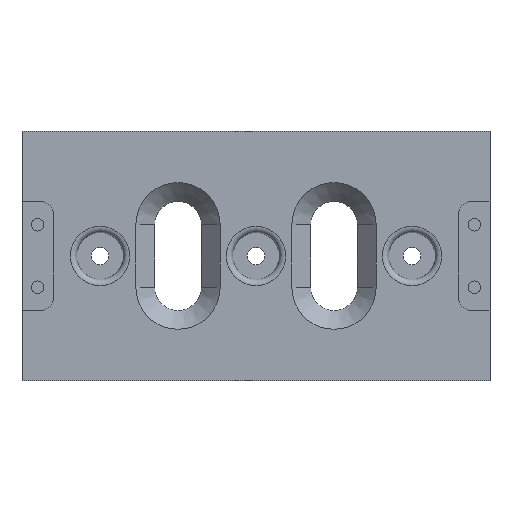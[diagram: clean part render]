
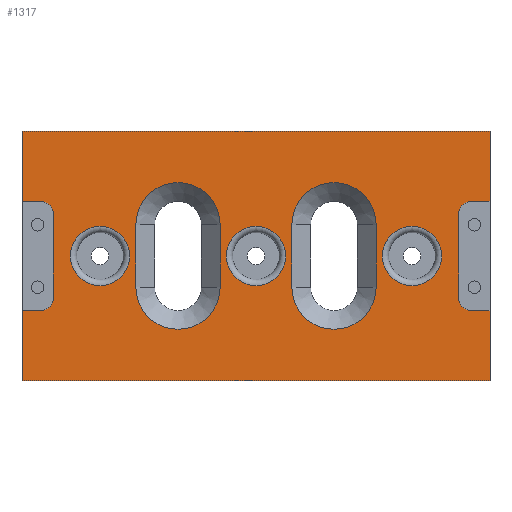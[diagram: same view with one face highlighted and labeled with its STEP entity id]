
A CAD part, top view. The second image highlights one B-rep face of the part: STEP entity #1317.
In plain terms, the highlighted planar face has unit normal (0, 0, 1).
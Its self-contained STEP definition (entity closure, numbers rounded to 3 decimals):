
#28=FACE_BOUND('',#183,.T.);
#29=FACE_BOUND('',#184,.T.);
#30=FACE_BOUND('',#185,.T.);
#31=FACE_BOUND('',#186,.T.);
#32=FACE_BOUND('',#187,.T.);
#52=PLANE('',#1438);
#98=FACE_OUTER_BOUND('',#182,.T.);
#182=EDGE_LOOP('',(#940,#941,#942,#943,#944,#945,#946,#947,#948,#949,#950,
#951,#952,#953,#954,#955));
#183=EDGE_LOOP('',(#956));
#184=EDGE_LOOP('',(#957,#958,#959,#960));
#185=EDGE_LOOP('',(#961,#962,#963,#964));
#186=EDGE_LOOP('',(#965));
#187=EDGE_LOOP('',(#966));
#285=LINE('',#2029,#399);
#289=LINE('',#2037,#403);
#299=LINE('',#2082,#413);
#300=LINE('',#2086,#414);
#301=LINE('',#2090,#415);
#302=LINE('',#2092,#416);
#303=LINE('',#2093,#417);
#304=LINE('',#2095,#418);
#305=LINE('',#2099,#419);
#306=LINE('',#2102,#420);
#307=LINE('',#2104,#421);
#308=LINE('',#2105,#422);
#309=LINE('',#2112,#423);
#310=LINE('',#2115,#424);
#311=LINE('',#2120,#425);
#312=LINE('',#2123,#426);
#399=VECTOR('',#1595,10.);
#403=VECTOR('',#1599,10.);
#413=VECTOR('',#1641,10.);
#414=VECTOR('',#1644,10.);
#415=VECTOR('',#1647,10.);
#416=VECTOR('',#1648,10.);
#417=VECTOR('',#1649,10.);
#418=VECTOR('',#1650,10.);
#419=VECTOR('',#1653,10.);
#420=VECTOR('',#1656,10.);
#421=VECTOR('',#1657,10.);
#422=VECTOR('',#1658,10.);
#423=VECTOR('',#1663,10.);
#424=VECTOR('',#1666,10.);
#425=VECTOR('',#1669,10.);
#426=VECTOR('',#1672,10.);
#521=CIRCLE('',#1434,9.5);
#525=CIRCLE('',#1439,4.);
#526=CIRCLE('',#1440,4.);
#527=CIRCLE('',#1441,4.);
#528=CIRCLE('',#1442,4.);
#529=CIRCLE('',#1443,9.5);
#530=CIRCLE('',#1444,13.5);
#531=CIRCLE('',#1445,13.5);
#532=CIRCLE('',#1446,13.5);
#533=CIRCLE('',#1447,13.5);
#534=CIRCLE('',#1448,9.5);
#592=VERTEX_POINT('',#2026);
#593=VERTEX_POINT('',#2028);
#596=VERTEX_POINT('',#2034);
#597=VERTEX_POINT('',#2036);
#612=VERTEX_POINT('',#2072);
#615=VERTEX_POINT('',#2080);
#616=VERTEX_POINT('',#2081);
#617=VERTEX_POINT('',#2083);
#618=VERTEX_POINT('',#2085);
#619=VERTEX_POINT('',#2087);
#620=VERTEX_POINT('',#2089);
#621=VERTEX_POINT('',#2091);
#622=VERTEX_POINT('',#2094);
#623=VERTEX_POINT('',#2096);
#624=VERTEX_POINT('',#2098);
#625=VERTEX_POINT('',#2100);
#626=VERTEX_POINT('',#2103);
#627=VERTEX_POINT('',#2106);
#628=VERTEX_POINT('',#2108);
#629=VERTEX_POINT('',#2109);
#630=VERTEX_POINT('',#2111);
#631=VERTEX_POINT('',#2113);
#632=VERTEX_POINT('',#2116);
#633=VERTEX_POINT('',#2117);
#634=VERTEX_POINT('',#2119);
#635=VERTEX_POINT('',#2121);
#636=VERTEX_POINT('',#2124);
#716=EDGE_CURVE('',#593,#592,#285,.T.);
#720=EDGE_CURVE('',#597,#596,#289,.T.);
#738=EDGE_CURVE('',#612,#612,#521,.T.);
#742=EDGE_CURVE('',#615,#616,#299,.T.);
#743=EDGE_CURVE('',#616,#617,#525,.T.);
#744=EDGE_CURVE('',#617,#618,#300,.T.);
#745=EDGE_CURVE('',#618,#619,#526,.T.);
#746=EDGE_CURVE('',#619,#620,#301,.T.);
#747=EDGE_CURVE('',#621,#620,#302,.T.);
#748=EDGE_CURVE('',#597,#621,#303,.T.);
#749=EDGE_CURVE('',#596,#622,#304,.T.);
#750=EDGE_CURVE('',#622,#623,#527,.T.);
#751=EDGE_CURVE('',#623,#624,#305,.T.);
#752=EDGE_CURVE('',#624,#625,#528,.T.);
#753=EDGE_CURVE('',#625,#593,#306,.T.);
#754=EDGE_CURVE('',#592,#626,#307,.T.);
#755=EDGE_CURVE('',#615,#626,#308,.T.);
#756=EDGE_CURVE('',#627,#627,#529,.T.);
#757=EDGE_CURVE('',#628,#629,#530,.T.);
#758=EDGE_CURVE('',#630,#628,#309,.T.);
#759=EDGE_CURVE('',#631,#630,#531,.T.);
#760=EDGE_CURVE('',#629,#631,#310,.T.);
#761=EDGE_CURVE('',#632,#633,#532,.T.);
#762=EDGE_CURVE('',#634,#632,#311,.T.);
#763=EDGE_CURVE('',#635,#634,#533,.T.);
#764=EDGE_CURVE('',#633,#635,#312,.T.);
#765=EDGE_CURVE('',#636,#636,#534,.T.);
#940=ORIENTED_EDGE('',*,*,#742,.T.);
#941=ORIENTED_EDGE('',*,*,#743,.T.);
#942=ORIENTED_EDGE('',*,*,#744,.T.);
#943=ORIENTED_EDGE('',*,*,#745,.T.);
#944=ORIENTED_EDGE('',*,*,#746,.T.);
#945=ORIENTED_EDGE('',*,*,#747,.F.);
#946=ORIENTED_EDGE('',*,*,#748,.F.);
#947=ORIENTED_EDGE('',*,*,#720,.T.);
#948=ORIENTED_EDGE('',*,*,#749,.T.);
#949=ORIENTED_EDGE('',*,*,#750,.T.);
#950=ORIENTED_EDGE('',*,*,#751,.T.);
#951=ORIENTED_EDGE('',*,*,#752,.T.);
#952=ORIENTED_EDGE('',*,*,#753,.T.);
#953=ORIENTED_EDGE('',*,*,#716,.T.);
#954=ORIENTED_EDGE('',*,*,#754,.T.);
#955=ORIENTED_EDGE('',*,*,#755,.F.);
#956=ORIENTED_EDGE('',*,*,#756,.F.);
#957=ORIENTED_EDGE('',*,*,#757,.F.);
#958=ORIENTED_EDGE('',*,*,#758,.F.);
#959=ORIENTED_EDGE('',*,*,#759,.F.);
#960=ORIENTED_EDGE('',*,*,#760,.F.);
#961=ORIENTED_EDGE('',*,*,#761,.F.);
#962=ORIENTED_EDGE('',*,*,#762,.F.);
#963=ORIENTED_EDGE('',*,*,#763,.F.);
#964=ORIENTED_EDGE('',*,*,#764,.F.);
#965=ORIENTED_EDGE('',*,*,#765,.F.);
#966=ORIENTED_EDGE('',*,*,#738,.F.);
#1317=ADVANCED_FACE('',(#98,#28,#29,#30,#31,#32),#52,.T.);
#1434=AXIS2_PLACEMENT_3D('',#2073,#1631,#1632);
#1438=AXIS2_PLACEMENT_3D('',#2079,#1639,#1640);
#1439=AXIS2_PLACEMENT_3D('',#2084,#1642,#1643);
#1440=AXIS2_PLACEMENT_3D('',#2088,#1645,#1646);
#1441=AXIS2_PLACEMENT_3D('',#2097,#1651,#1652);
#1442=AXIS2_PLACEMENT_3D('',#2101,#1654,#1655);
#1443=AXIS2_PLACEMENT_3D('',#2107,#1659,#1660);
#1444=AXIS2_PLACEMENT_3D('',#2110,#1661,#1662);
#1445=AXIS2_PLACEMENT_3D('',#2114,#1664,#1665);
#1446=AXIS2_PLACEMENT_3D('',#2118,#1667,#1668);
#1447=AXIS2_PLACEMENT_3D('',#2122,#1670,#1671);
#1448=AXIS2_PLACEMENT_3D('',#2125,#1673,#1674);
#1595=DIRECTION('',(0.,-1.,0.));
#1599=DIRECTION('',(0.,-1.,0.));
#1631=DIRECTION('center_axis',(0.,0.,1.));
#1632=DIRECTION('ref_axis',(-1.,0.,0.));
#1639=DIRECTION('center_axis',(0.,0.,1.));
#1640=DIRECTION('ref_axis',(0.,-1.,0.));
#1641=DIRECTION('',(-1.,0.,0.));
#1642=DIRECTION('center_axis',(0.,0.,-1.));
#1643=DIRECTION('ref_axis',(-1.,0.,0.));
#1644=DIRECTION('',(0.,1.,0.));
#1645=DIRECTION('center_axis',(0.,0.,-1.));
#1646=DIRECTION('ref_axis',(0.,1.,0.));
#1647=DIRECTION('',(1.,0.,0.));
#1648=DIRECTION('',(0.,-1.,0.));
#1649=DIRECTION('',(1.,0.,0.));
#1650=DIRECTION('',(1.,0.,0.));
#1651=DIRECTION('center_axis',(0.,0.,-1.));
#1652=DIRECTION('ref_axis',(1.,0.,0.));
#1653=DIRECTION('',(0.,-1.,0.));
#1654=DIRECTION('center_axis',(0.,0.,-1.));
#1655=DIRECTION('ref_axis',(0.,-1.,0.));
#1656=DIRECTION('',(-1.,0.,0.));
#1657=DIRECTION('',(1.,0.,0.));
#1658=DIRECTION('',(0.,-1.,0.));
#1659=DIRECTION('center_axis',(0.,0.,1.));
#1660=DIRECTION('ref_axis',(-1.,0.,0.));
#1661=DIRECTION('center_axis',(0.,0.,1.));
#1662=DIRECTION('ref_axis',(1.,0.,0.));
#1663=DIRECTION('',(0.,1.,0.));
#1664=DIRECTION('center_axis',(0.,0.,1.));
#1665=DIRECTION('ref_axis',(-1.,0.,0.));
#1666=DIRECTION('',(0.,-1.,0.));
#1667=DIRECTION('center_axis',(0.,0.,1.));
#1668=DIRECTION('ref_axis',(1.,0.,0.));
#1669=DIRECTION('',(0.,1.,0.));
#1670=DIRECTION('center_axis',(0.,0.,1.));
#1671=DIRECTION('ref_axis',(-1.,0.,0.));
#1672=DIRECTION('',(0.,-1.,0.));
#1673=DIRECTION('center_axis',(0.,0.,1.));
#1674=DIRECTION('ref_axis',(-1.,0.,0.));
#2026=CARTESIAN_POINT('',(0.,-40.,18.));
#2028=CARTESIAN_POINT('',(0.,-17.5,18.));
#2029=CARTESIAN_POINT('',(0.,40.,18.));
#2034=CARTESIAN_POINT('',(0.,17.5,18.));
#2036=CARTESIAN_POINT('',(0.,40.,18.));
#2037=CARTESIAN_POINT('',(0.,40.,18.));
#2072=CARTESIAN_POINT('',(134.5,0.,18.));
#2073=CARTESIAN_POINT('Origin',(125.,0.,18.));
#2079=CARTESIAN_POINT('Origin',(0.,40.,18.));
#2080=CARTESIAN_POINT('',(150.,-17.5,18.));
#2081=CARTESIAN_POINT('',(144.,-17.5,18.));
#2082=CARTESIAN_POINT('',(75.,-17.5,18.));
#2083=CARTESIAN_POINT('',(140.,-13.5,18.));
#2084=CARTESIAN_POINT('Origin',(144.,-13.5,18.));
#2085=CARTESIAN_POINT('',(140.,13.5,18.));
#2086=CARTESIAN_POINT('',(140.,13.25,18.));
#2087=CARTESIAN_POINT('',(144.,17.5,18.));
#2088=CARTESIAN_POINT('Origin',(144.,13.5,18.));
#2089=CARTESIAN_POINT('',(150.,17.5,18.));
#2090=CARTESIAN_POINT('',(72.,17.5,18.));
#2091=CARTESIAN_POINT('',(150.,40.,18.));
#2092=CARTESIAN_POINT('',(150.,40.,18.));
#2093=CARTESIAN_POINT('',(0.,40.,18.));
#2094=CARTESIAN_POINT('',(6.,17.5,18.));
#2095=CARTESIAN_POINT('',(0.,17.5,18.));
#2096=CARTESIAN_POINT('',(10.,13.5,18.));
#2097=CARTESIAN_POINT('Origin',(6.,13.5,18.));
#2098=CARTESIAN_POINT('',(10.,-13.5,18.));
#2099=CARTESIAN_POINT('',(10.,26.75,18.));
#2100=CARTESIAN_POINT('',(6.,-17.5,18.));
#2101=CARTESIAN_POINT('Origin',(6.,-13.5,18.));
#2102=CARTESIAN_POINT('',(3.,-17.5,18.));
#2103=CARTESIAN_POINT('',(150.,-40.,18.));
#2104=CARTESIAN_POINT('',(0.,-40.,18.));
#2105=CARTESIAN_POINT('',(150.,40.,18.));
#2106=CARTESIAN_POINT('',(34.5,0.,18.));
#2107=CARTESIAN_POINT('Origin',(25.,0.,18.));
#2108=CARTESIAN_POINT('',(113.5,10.,18.));
#2109=CARTESIAN_POINT('',(86.5,10.,18.));
#2110=CARTESIAN_POINT('Origin',(100.,10.,18.));
#2111=CARTESIAN_POINT('',(113.5,-10.,18.));
#2112=CARTESIAN_POINT('',(113.5,25.,18.));
#2113=CARTESIAN_POINT('',(86.5,-10.,18.));
#2114=CARTESIAN_POINT('Origin',(100.,-10.,18.));
#2115=CARTESIAN_POINT('',(86.5,15.,18.));
#2116=CARTESIAN_POINT('',(63.5,10.,18.));
#2117=CARTESIAN_POINT('',(36.5,10.,18.));
#2118=CARTESIAN_POINT('Origin',(50.,10.,18.));
#2119=CARTESIAN_POINT('',(63.5,-10.,18.));
#2120=CARTESIAN_POINT('',(63.5,25.,18.));
#2121=CARTESIAN_POINT('',(36.5,-10.,18.));
#2122=CARTESIAN_POINT('Origin',(50.,-10.,18.));
#2123=CARTESIAN_POINT('',(36.5,15.,18.));
#2124=CARTESIAN_POINT('',(84.5,0.,18.));
#2125=CARTESIAN_POINT('Origin',(75.,0.,18.));
